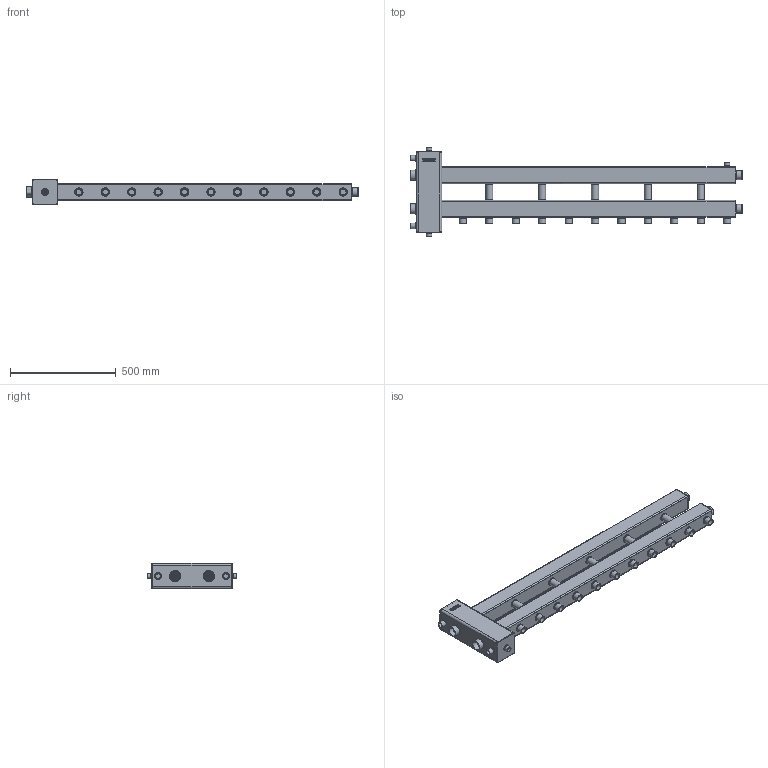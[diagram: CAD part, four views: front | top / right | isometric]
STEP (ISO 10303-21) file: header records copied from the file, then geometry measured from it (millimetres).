
FILE_DESCRIPTION(('STEP AP203'), '1');
FILE_NAME('BM-150-6D.10', '', ('UNSPECIFIED'), ('UNSPECIFIED'), 'ASCON STEP Converter 1.6', 'ASCON Math Kernel', '');
FILE_SCHEMA(('CONFIG_CONTROL_DESIGN'));
Length unit declared in the file: millimetre
Bounding box: 1570 x 425 x 120.55 mm (x, y, z)
Volume: 3727188.5 mm3; surface area: 2363603 mm2
Topology: 1 solids, 1 shells, 851 faces, 2254 edges, 1476 vertices
Faces by surface type: cylinder 346, plane 219, bspline 187, cone 69, torus 30
Full cylindrical faces by diameter (mm): 7.5 x210, 18.632 x3, 22 x2, 24 x2, 25 x5, 26.8 x2, 27.5 x11, 30 x11, 33.5 x21, 34 x10, 36.3 x2, 40 x2, 42 x2, 42.3 x2, 46 x2, 48 x2, 72 x2
Entity records: 38577 total; most frequent: CARTESIAN_POINT 12108, ORIENTED_EDGE 3728, DIRECTION 3406, EDGE_CURVE 1864, EDGE_LOOP 1796, VERTEX_POINT 1476, AXIS2_PLACEMENT_3D 1425, FACE_BOUND 1054
